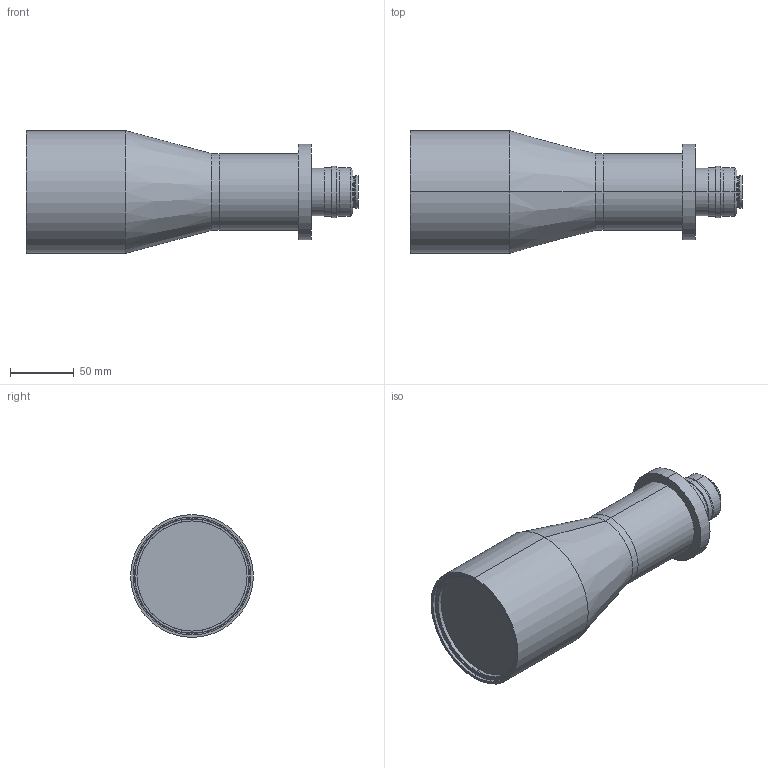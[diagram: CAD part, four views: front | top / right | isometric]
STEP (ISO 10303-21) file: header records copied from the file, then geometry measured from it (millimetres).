
FILE_DESCRIPTION (( 'STEP AP203' ), '1' );
FILE_NAME ('S5LPJ6024_01.STEP', '2014-02-20T10:16:21', ( 'poweredge' ), ( 'Hewlett-Packard Company' ), 'SwSTEP 2.0', 'SolidWorks 2013', '' );
FILE_SCHEMA (( 'CONFIG_CONTROL_DESIGN' ));
Length unit declared in the file: millimetre
Products named in the file (1): S5LPJ6024_01
Bounding box: 259.49 x 96 x 96 mm (x, y, z)
Surface area: 79988.1 mm2 (no closed solid volume)
Topology: 0 solids, 13 shells, 89 faces, 226 edges, 153 vertices
Faces by surface type: plane 39, cylinder 36, cone 8, torus 4, sphere 2
Entity records: 2797 total; most frequent: DIRECTION 536, CARTESIAN_POINT 481, ORIENTED_EDGE 386, EDGE_CURVE 226, AXIS2_PLACEMENT_3D 224, VERTEX_POINT 153, CIRCLE 134, EDGE_LOOP 103
